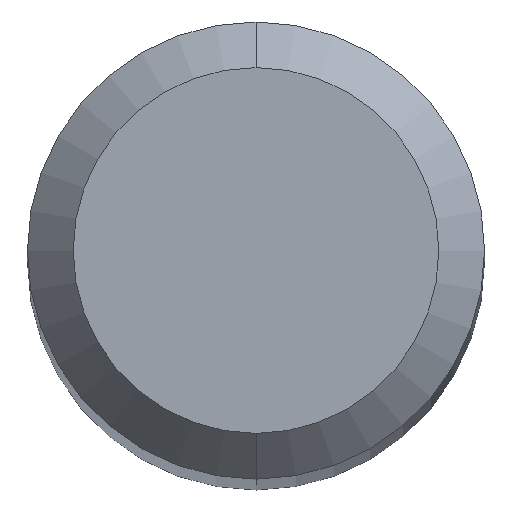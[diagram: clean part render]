
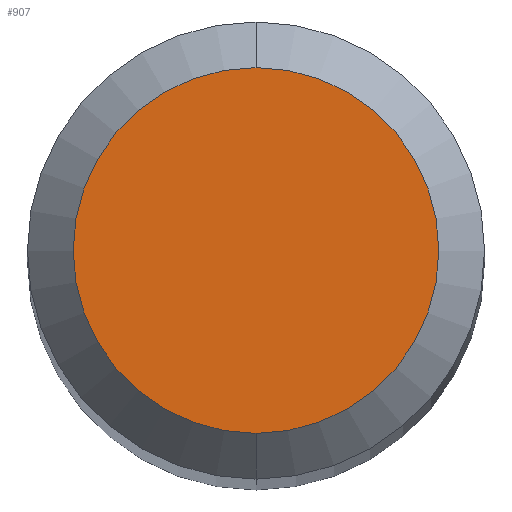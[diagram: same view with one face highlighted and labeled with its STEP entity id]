
A CAD part, top view. The second image highlights one B-rep face of the part: STEP entity #907.
In plain terms, the highlighted planar face has unit normal (0, 0, 1).
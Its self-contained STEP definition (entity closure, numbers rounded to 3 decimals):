
#421=EDGE_CURVE('',#995,#787,#1183,.T.);
#507=EDGE_CURVE('',#787,#995,#1277,.T.);
#787=VERTEX_POINT('',#1585);
#907=ADVANCED_FACE('',(#1715),#1716,.T.);
#995=VERTEX_POINT('',#1812);
#1183=CIRCLE('',#2041,1.2);
#1277=CIRCLE('',#2850,1.2);
#1585=CARTESIAN_POINT('',(0.,-1.2,0.0));
#1715=FACE_OUTER_BOUND('',#4926,.T.);
#1716=PLANE('',#4927);
#1812=CARTESIAN_POINT('',(0.0,1.2,0.0));
#2041=AXIS2_PLACEMENT_3D('',#6383,#6384,#6385);
#2850=AXIS2_PLACEMENT_3D('',#6468,#6469,#6470);
#4926=EDGE_LOOP('',(#6941,#6942));
#4927=AXIS2_PLACEMENT_3D('',#6943,#6944,#6945);
#6383=CARTESIAN_POINT('',(0.0,0.0,0.0));
#6384=DIRECTION('',(0.0,0.0,-1.0));
#6385=DIRECTION('',(0.0,1.0,0.0));
#6468=CARTESIAN_POINT('',(0.0,0.0,0.0));
#6469=DIRECTION('',(0.0,0.0,-1.0));
#6470=DIRECTION('',(0.0,1.0,0.0));
#6941=ORIENTED_EDGE('',*,*,#421,.F.);
#6942=ORIENTED_EDGE('',*,*,#507,.F.);
#6943=CARTESIAN_POINT('',(0.0,0.6,0.0));
#6944=DIRECTION('',(-0.0,0.0,1.0));
#6945=DIRECTION('',(0.0,-1.0,0.0));
